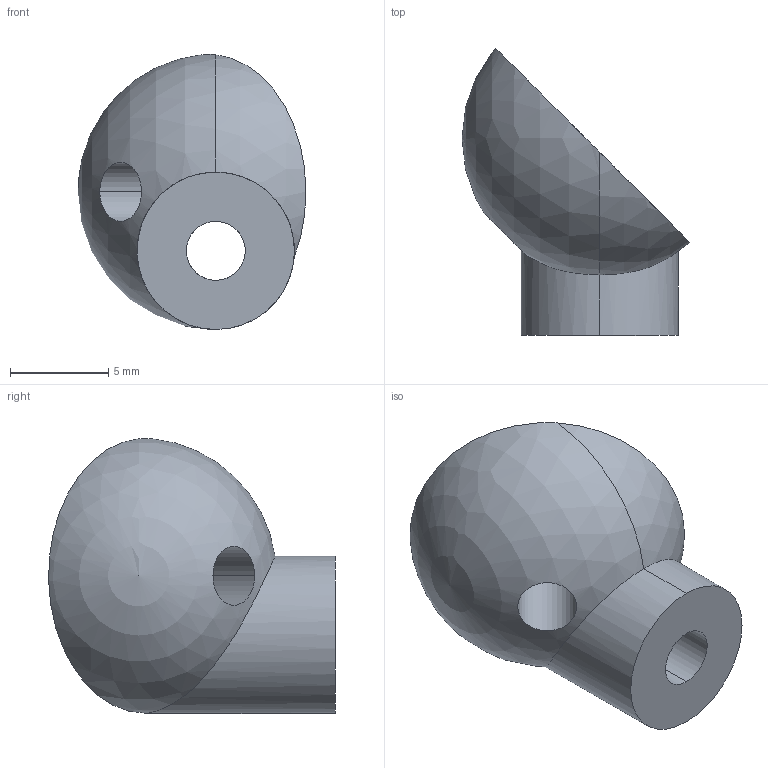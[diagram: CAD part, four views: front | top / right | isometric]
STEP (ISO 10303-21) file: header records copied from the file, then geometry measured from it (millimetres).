
FILE_DESCRIPTION (( 'STEP AP214' ), '1' );
FILE_NAME ('caster_wheel.STEP', '2014-10-03T21:33:21', ( '' ), ( '' ), 'SwSTEP 2.0', 'SolidWorks 2014', '' );
FILE_SCHEMA (( 'AUTOMOTIVE_DESIGN' ));
Length unit declared in the file: millimetre
Products named in the file (1): caster_wheel
Bounding box: 11.58 x 14.58 x 13.98 mm (x, y, z)
Volume: 756.2 mm3; surface area: 676.1 mm2
Topology: 1 solids, 1 shells, 10 faces, 26 edges, 17 vertices
Faces by surface type: cylinder 6, sphere 2, plane 2
Entity records: 380 total; most frequent: CARTESIAN_POINT 113, DIRECTION 50, ORIENTED_EDGE 46, EDGE_CURVE 23, AXIS2_PLACEMENT_3D 22, VERTEX_POINT 15, EDGE_LOOP 14, CIRCLE 11
